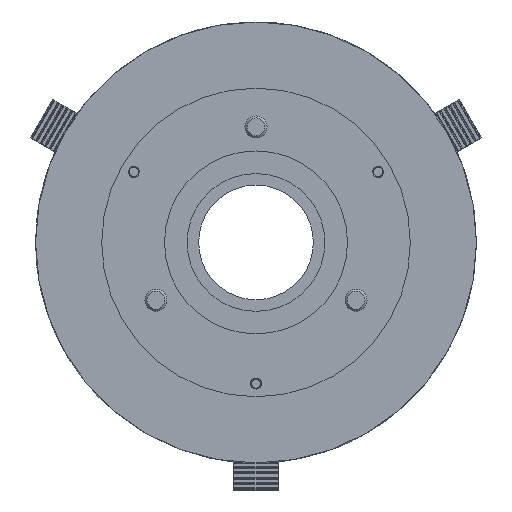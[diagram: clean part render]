
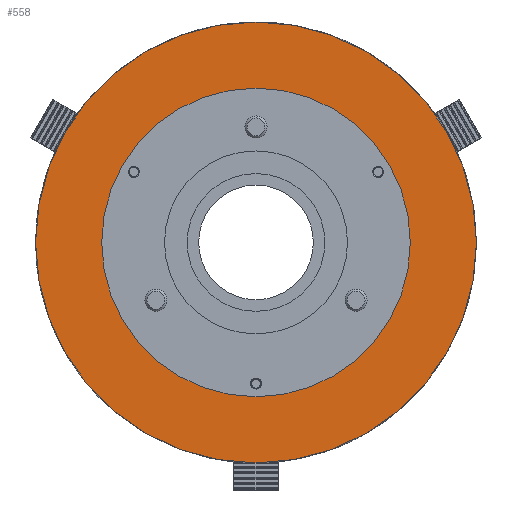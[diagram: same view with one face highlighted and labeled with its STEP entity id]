
A CAD part, front view. The second image highlights one B-rep face of the part: STEP entity #558.
In plain terms, the highlighted planar face has unit normal (0, -1, 0).
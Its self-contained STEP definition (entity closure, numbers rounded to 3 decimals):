
#558 = ADVANCED_FACE( '', ( #1384, #1385 ), #1386, .F. );
#1384 = FACE_BOUND( '', #2549, .T. );
#1385 = FACE_OUTER_BOUND( '', #2550, .T. );
#1386 = PLANE( '', #2551 );
#2549 = EDGE_LOOP( '', ( #4004 ) );
#2550 = EDGE_LOOP( '', ( #4005 ) );
#2551 = AXIS2_PLACEMENT_3D( '', #4006, #4007, #4008 );
#4004 = ORIENTED_EDGE( '', *, *, #6767, .F. );
#4005 = ORIENTED_EDGE( '', *, *, #6768, .T. );
#4006 = CARTESIAN_POINT( '', ( 100., 0., 0. ) );
#4007 = DIRECTION( '', ( 0., 1., 0. ) );
#4008 = DIRECTION( '', ( 0., 0., 1. ) );
#6767 = EDGE_CURVE( '', #8137, #8137, #8138, .T. );
#6768 = EDGE_CURVE( '', #8139, #8139, #8140, .T. );
#8137 = VERTEX_POINT( '', #10010 );
#8138 = CIRCLE( '', #10011, 70. );
#8139 = VERTEX_POINT( '', #10012 );
#8140 = CIRCLE( '', #10013, 100. );
#10010 = CARTESIAN_POINT( '', ( 0., 0., -70. ) );
#10011 = AXIS2_PLACEMENT_3D( '', #12305, #12306, #12307 );
#10012 = CARTESIAN_POINT( '', ( 0., 0., -100. ) );
#10013 = AXIS2_PLACEMENT_3D( '', #12308, #12309, #12310 );
#12305 = CARTESIAN_POINT( '', ( 0., 0., 0. ) );
#12306 = DIRECTION( '', ( 0., -1., 0. ) );
#12307 = DIRECTION( '', ( 0., 0., -1. ) );
#12308 = CARTESIAN_POINT( '', ( 0., 0., 0. ) );
#12309 = DIRECTION( '', ( 0., -1., 0. ) );
#12310 = DIRECTION( '', ( 0., 0., -1. ) );
